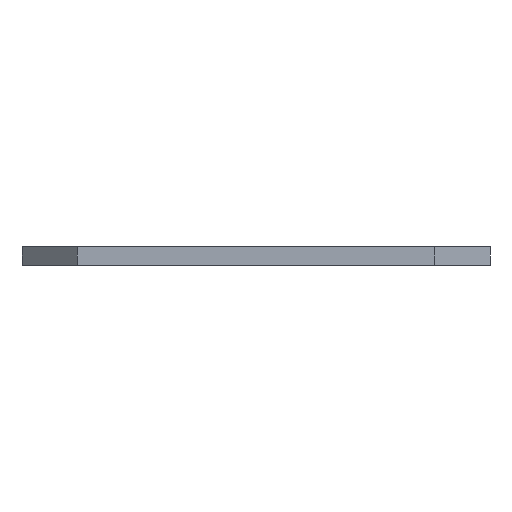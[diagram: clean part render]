
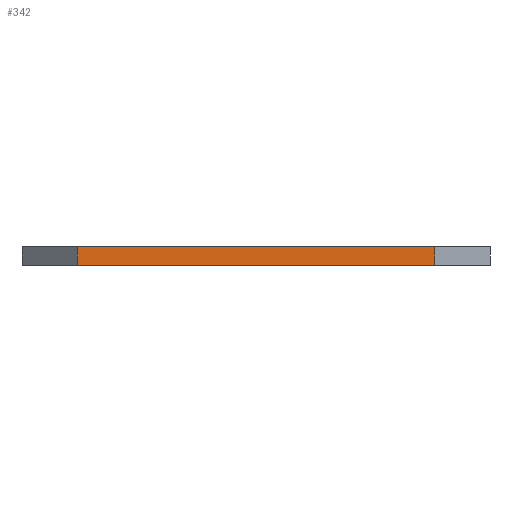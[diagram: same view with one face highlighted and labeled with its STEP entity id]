
A CAD part, left-side view. The second image highlights one B-rep face of the part: STEP entity #342.
In plain terms, the highlighted planar face has unit normal (-1, 0, 0).
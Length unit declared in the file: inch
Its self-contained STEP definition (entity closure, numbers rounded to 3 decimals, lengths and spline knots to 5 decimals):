
#11 = LINE ( 'NONE', #83, #502 ) ;
#20 = FACE_OUTER_BOUND ( 'NONE', #780, .T. ) ;
#40 = CARTESIAN_POINT ( 'NONE',  ( -2.8752, -0.3752, 0.04 ) ) ;
#68 = EDGE_CURVE ( 'NONE', #72, #613, #449, .T. ) ;
#72 = VERTEX_POINT ( 'NONE', #398 ) ;
#73 = ORIENTED_EDGE ( 'NONE', *, *, #739, .T. ) ;
#83 = CARTESIAN_POINT ( 'NONE',  ( -2.8752, -0.25709, 0.04 ) ) ;
#86 = VERTEX_POINT ( 'NONE', #737 ) ;
#100 = VERTEX_POINT ( 'NONE', #160 ) ;
#130 = AXIS2_PLACEMENT_3D ( 'NONE', #831, #692, #354 ) ;
#132 = VECTOR ( 'NONE', #269, 39.37008 ) ;
#160 = CARTESIAN_POINT ( 'NONE',  ( -2.8752, -0.25709, 0. ) ) ;
#162 = DIRECTION ( 'NONE',  ( 0., -1., 0. ) ) ;
#168 = CARTESIAN_POINT ( 'NONE',  ( -2.8752, -0.3752, 0. ) ) ;
#193 = CARTESIAN_POINT ( 'NONE',  ( -2.8752, 0.50669, 0. ) ) ;
#221 = ORIENTED_EDGE ( 'NONE', *, *, #253, .F. ) ;
#240 = LINE ( 'NONE', #40, #499 ) ;
#253 = EDGE_CURVE ( 'NONE', #72, #86, #240, .T. ) ;
#269 = DIRECTION ( 'NONE',  ( 0., 0., -1. ) ) ;
#282 = DIRECTION ( 'NONE',  ( 0., 0., 1. ) ) ;
#310 = VECTOR ( 'NONE', #413, 39.37008 ) ;
#315 = EDGE_CURVE ( 'NONE', #613, #100, #555, .T. ) ;
#342 = ADVANCED_FACE ( 'NONE', ( #20 ), #487, .F. ) ;
#354 = DIRECTION ( 'NONE',  ( 0., 0., -1. ) ) ;
#371 = ORIENTED_EDGE ( 'NONE', *, *, #68, .T. ) ;
#388 = ORIENTED_EDGE ( 'NONE', *, *, #315, .T. ) ;
#398 = CARTESIAN_POINT ( 'NONE',  ( -2.8752, 0.50669, 0.04 ) ) ;
#413 = DIRECTION ( 'NONE',  ( 0., -1., 0. ) ) ;
#449 = LINE ( 'NONE', #594, #132 ) ;
#487 = PLANE ( 'NONE',  #130 ) ;
#499 = VECTOR ( 'NONE', #162, 39.37008 ) ;
#502 = VECTOR ( 'NONE', #282, 39.37008 ) ;
#555 = LINE ( 'NONE', #168, #310 ) ;
#594 = CARTESIAN_POINT ( 'NONE',  ( -2.8752, 0.50669, 0.04 ) ) ;
#613 = VERTEX_POINT ( 'NONE', #193 ) ;
#692 = DIRECTION ( 'NONE',  ( 1., 0., 0. ) ) ;
#737 = CARTESIAN_POINT ( 'NONE',  ( -2.8752, -0.25709, 0.04 ) ) ;
#739 = EDGE_CURVE ( 'NONE', #100, #86, #11, .T. ) ;
#780 = EDGE_LOOP ( 'NONE', ( #388, #73, #221, #371 ) ) ;
#831 = CARTESIAN_POINT ( 'NONE',  ( -2.8752, -0.3752, 0.04 ) ) ;
